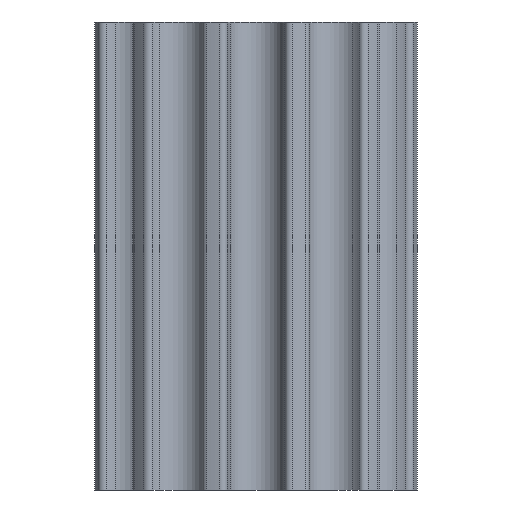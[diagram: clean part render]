
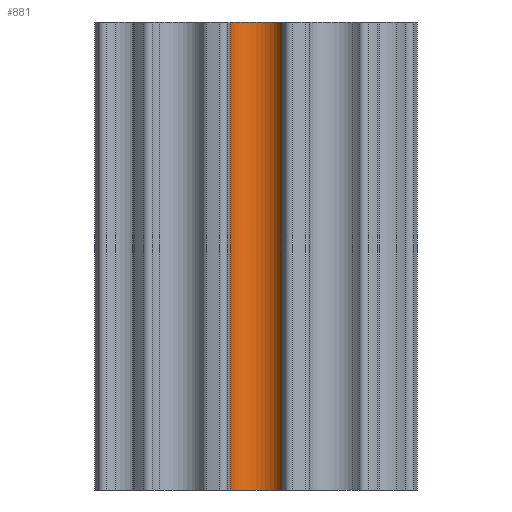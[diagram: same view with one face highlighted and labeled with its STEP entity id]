
A CAD part, front view. The second image highlights one B-rep face of the part: STEP entity #881.
In plain terms, the highlighted cylindrical face has radius 0.9 mm (diameter 1.8 mm), a partial arc.
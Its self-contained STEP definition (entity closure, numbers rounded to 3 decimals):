
#6 = EDGE_CURVE ( 'NONE', #1571, #1614, #4021, .T. ) ;
#35 = VERTEX_POINT ( 'NONE', #2462 ) ;
#344 = CARTESIAN_POINT ( 'NONE',  ( -0.667, -10.447, 7.5 ) ) ;
#364 = VECTOR ( 'NONE', #2450, 1000. ) ;
#425 = DIRECTION ( 'NONE',  ( 0., 0., 1. ) ) ;
#462 = ORIENTED_EDGE ( 'NONE', *, *, #6, .T. ) ;
#620 = EDGE_CURVE ( 'NONE', #35, #4026, #3171, .T. ) ;
#632 = ORIENTED_EDGE ( 'NONE', *, *, #1980, .F. ) ;
#854 = AXIS2_PLACEMENT_3D ( 'NONE', #1724, #3917, #2917 ) ;
#872 = CARTESIAN_POINT ( 'NONE',  ( -0.667, -10.447, -6. ) ) ;
#881 = ADVANCED_FACE ( 'NONE', ( #2238 ), #1246, .F. ) ;
#1246 = CYLINDRICAL_SURFACE ( 'NONE', #3605, 0.9 ) ;
#1251 = DIRECTION ( 'NONE',  ( 0., 0., 1. ) ) ;
#1294 = CARTESIAN_POINT ( 'NONE',  ( -1.5, -10.788, -6. ) ) ;
#1571 = VERTEX_POINT ( 'NONE', #2795 ) ;
#1603 = CIRCLE ( 'NONE', #2823, 0.9 ) ;
#1605 = EDGE_CURVE ( 'NONE', #35, #1571, #1603, .T. ) ;
#1614 = VERTEX_POINT ( 'NONE', #344 ) ;
#1622 = DIRECTION ( 'NONE',  ( 1., 0., 0. ) ) ;
#1724 = CARTESIAN_POINT ( 'NONE',  ( -1.5, -10.788, 7.5 ) ) ;
#1974 = DIRECTION ( 'NONE',  ( 0., 0., -1. ) ) ;
#1980 = EDGE_CURVE ( 'NONE', #4026, #1614, #2431, .T. ) ;
#2238 = FACE_OUTER_BOUND ( 'NONE', #2789, .T. ) ;
#2306 = CARTESIAN_POINT ( 'NONE',  ( -1.5, -10.788, -7.5 ) ) ;
#2431 = CIRCLE ( 'NONE', #854, 0.9 ) ;
#2450 = DIRECTION ( 'NONE',  ( 0., 0., 1. ) ) ;
#2462 = CARTESIAN_POINT ( 'NONE',  ( -2.333, -10.447, -7.5 ) ) ;
#2572 = CARTESIAN_POINT ( 'NONE',  ( -2.333, -10.447, 7.5 ) ) ;
#2789 = EDGE_LOOP ( 'NONE', ( #462, #632, #3763, #3937 ) ) ;
#2795 = CARTESIAN_POINT ( 'NONE',  ( -0.667, -10.447, -7.5 ) ) ;
#2823 = AXIS2_PLACEMENT_3D ( 'NONE', #2306, #1974, #3193 ) ;
#2917 = DIRECTION ( 'NONE',  ( 1., 0., 0. ) ) ;
#3171 = LINE ( 'NONE', #3415, #4013 ) ;
#3193 = DIRECTION ( 'NONE',  ( 1., 0., 0. ) ) ;
#3415 = CARTESIAN_POINT ( 'NONE',  ( -2.333, -10.447, -6. ) ) ;
#3605 = AXIS2_PLACEMENT_3D ( 'NONE', #1294, #425, #1622 ) ;
#3763 = ORIENTED_EDGE ( 'NONE', *, *, #620, .F. ) ;
#3917 = DIRECTION ( 'NONE',  ( 0., 0., -1. ) ) ;
#3937 = ORIENTED_EDGE ( 'NONE', *, *, #1605, .T. ) ;
#4013 = VECTOR ( 'NONE', #1251, 1000. ) ;
#4021 = LINE ( 'NONE', #872, #364 ) ;
#4026 = VERTEX_POINT ( 'NONE', #2572 ) ;
